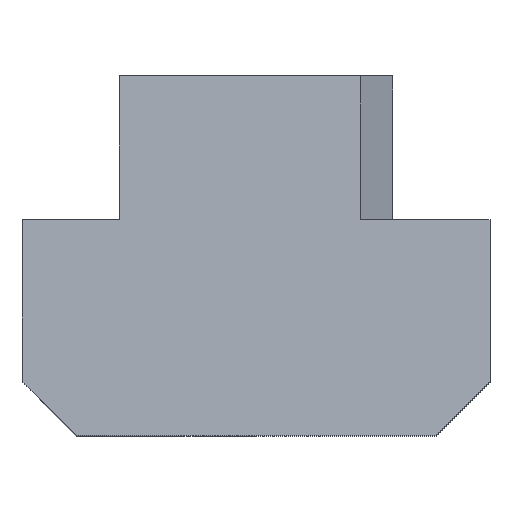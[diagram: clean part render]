
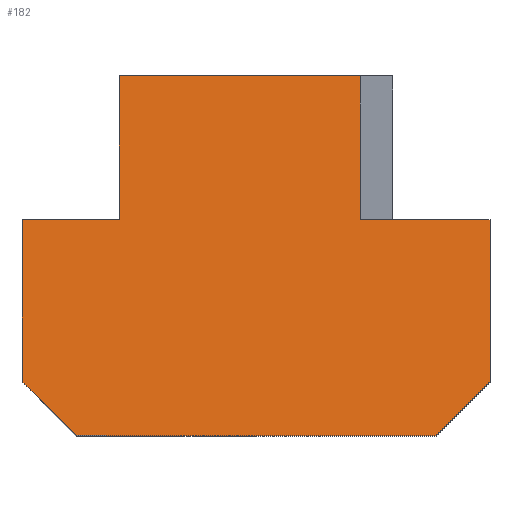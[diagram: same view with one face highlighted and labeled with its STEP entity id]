
A CAD part, top view. The second image highlights one B-rep face of the part: STEP entity #182.
In plain terms, the highlighted planar face has unit normal (0.574, 0, 0.819).
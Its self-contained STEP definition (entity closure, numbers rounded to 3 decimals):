
#102=EDGE_CURVE('',#128,#148,#267,.T.);
#108=EDGE_CURVE('',#160,#134,#273,.T.);
#118=VERTEX_POINT('',#285);
#122=EDGE_CURVE('',#156,#128,#289,.T.);
#128=VERTEX_POINT('',#295);
#134=VERTEX_POINT('',#302);
#138=EDGE_CURVE('',#166,#134,#306,.T.);
#140=VERTEX_POINT('',#308);
#148=VERTEX_POINT('',#317);
#152=EDGE_CURVE('',#166,#140,#321,.T.);
#154=VERTEX_POINT('',#323);
#156=VERTEX_POINT('',#325);
#160=VERTEX_POINT('',#329);
#166=VERTEX_POINT('',#335);
#170=EDGE_CURVE('',#192,#160,#340,.T.);
#172=EDGE_CURVE('',#118,#154,#342,.T.);
#174=EDGE_CURVE('',#140,#156,#344,.T.);
#182=ADVANCED_FACE('',(#354),#355,.F.);
#192=VERTEX_POINT('',#366);
#194=EDGE_CURVE('',#154,#192,#368,.T.);
#214=EDGE_CURVE('',#148,#118,#390,.T.);
#267=LINE('',#441,#442);
#273=LINE('',#453,#454);
#285=CARTESIAN_POINT('',(-6.5,-4.5,9.19));
#289=LINE('',#477,#478);
#295=CARTESIAN_POINT('',(5.0,-6.0,1.138));
#302=CARTESIAN_POINT('',(2.901,4.0,2.608));
#306=LINE('',#500,#501);
#308=CARTESIAN_POINT('',(6.5,0.0,0.088));
#317=CARTESIAN_POINT('',(-5.0,-6.0,8.14));
#321=LINE('',#519,#520);
#323=CARTESIAN_POINT('',(-6.5,0.,9.19));
#325=CARTESIAN_POINT('',(6.5,-4.5,0.088));
#329=CARTESIAN_POINT('',(-3.8,4.0,7.3));
#335=CARTESIAN_POINT('',(2.901,0.,2.608));
#340=LINE('',#544,#545);
#342=LINE('',#548,#549);
#344=LINE('',#552,#553);
#354=FACE_OUTER_BOUND('',#563,.T.);
#355=PLANE('',#564);
#366=CARTESIAN_POINT('',(-3.8,0.,7.3));
#368=LINE('',#578,#579);
#390=LINE('',#608,#609);
#441=CARTESIAN_POINT('',(-3.266,-6.0,6.926));
#442=VECTOR('',#668,1.);
#453=CARTESIAN_POINT('',(-0.313,4.0,4.858));
#454=VECTOR('',#671,1.);
#477=CARTESIAN_POINT('',(3.065,-7.935,2.493));
#478=VECTOR('',#697,1.0);
#500=CARTESIAN_POINT('',(2.901,2.0,2.608));
#501=VECTOR('',#708,1.0);
#519=CARTESIAN_POINT('',(0.592,0.,4.224));
#520=VECTOR('',#718,1.);
#544=CARTESIAN_POINT('',(-3.8,1.5,7.3));
#545=VECTOR('',#731,1.0);
#548=CARTESIAN_POINT('',(-6.5,-0.5,9.19));
#549=VECTOR('',#732,1.0);
#552=CARTESIAN_POINT('',(6.5,-2.75,0.088));
#553=VECTOR('',#733,1.0);
#563=EDGE_LOOP('',(#751,#752,#753,#754,#755,#756,#757,#758,#759,#760));
#564=AXIS2_PLACEMENT_3D('',#761,#762,#763);
#578=CARTESIAN_POINT('',(-2.863,0.,6.644));
#579=VECTOR('',#773,1.);
#608=CARTESIAN_POINT('',(-5.568,-5.432,8.538));
#609=VECTOR('',#793,1.0);
#668=DIRECTION('',(-0.819,0.,0.574));
#671=DIRECTION('',(0.819,0.,-0.574));
#697=DIRECTION('',(-0.634,-0.634,0.444));
#708=DIRECTION('',(0.,1.0,0.));
#718=DIRECTION('',(0.819,0.,-0.574));
#731=DIRECTION('',(0.,1.0,0.));
#732=DIRECTION('',(0.0,1.0,0.));
#733=DIRECTION('',(0.0,-1.0,0.));
#751=ORIENTED_EDGE('',*,*,#152,.F.);
#752=ORIENTED_EDGE('',*,*,#138,.T.);
#753=ORIENTED_EDGE('',*,*,#108,.F.);
#754=ORIENTED_EDGE('',*,*,#170,.F.);
#755=ORIENTED_EDGE('',*,*,#194,.F.);
#756=ORIENTED_EDGE('',*,*,#172,.F.);
#757=ORIENTED_EDGE('',*,*,#214,.F.);
#758=ORIENTED_EDGE('',*,*,#102,.F.);
#759=ORIENTED_EDGE('',*,*,#122,.F.);
#760=ORIENTED_EDGE('',*,*,#174,.F.);
#761=CARTESIAN_POINT('',(0.0,-1.,4.639));
#762=DIRECTION('',(-0.574,0.,-0.819));
#763=DIRECTION('',(0.819,0.,-0.574));
#773=DIRECTION('',(0.819,0.,-0.574));
#793=DIRECTION('',(-0.634,0.634,0.444));
